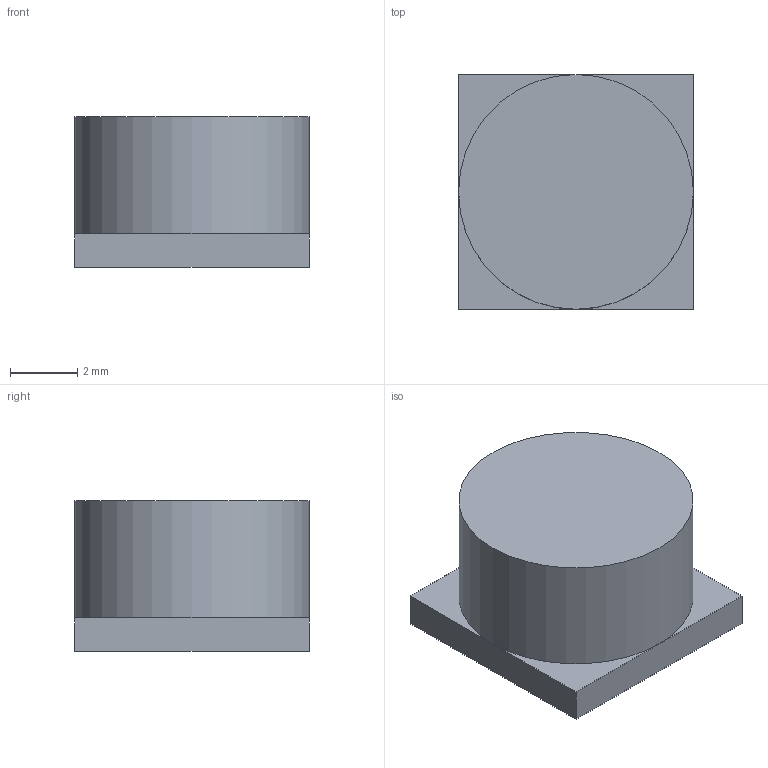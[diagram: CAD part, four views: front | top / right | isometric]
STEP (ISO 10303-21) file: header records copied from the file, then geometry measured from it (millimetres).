
FILE_DESCRIPTION(/* description */ (''),/* implementation_level */ '2;1');
FILE_NAME(/* name */ 'SRR7045 v2.step',/* time_stamp */ '2020-11-12T11:57:40+01:00',/* author */ (''),/* organization */ (''),/* preprocessor_version */ 'ST-DEVELOPER v18.1',/* originating_system */ 'Autodesk Translation Framework v9.3.0.1241',/* authorisation */ '');
FILE_SCHEMA (('AUTOMOTIVE_DESIGN { 1 0 10303 214 3 1 1 }'));
Length unit declared in the file: millimetre
Products named in the file (1): SRR7045
Bounding box: 7 x 7 x 4.5 mm (x, y, z)
Volume: 183.7 mm3; surface area: 203 mm2
Topology: 1 solids, 1 shells, 11 faces, 22 edges, 13 vertices
Faces by surface type: plane 10, cylinder 1
Full cylindrical faces by diameter (mm): 7 x1
Entity records: 314 total; most frequent: DIRECTION 51, CARTESIAN_POINT 47, ORIENTED_EDGE 44, EDGE_CURVE 22, LINE 17, VECTOR 17, AXIS2_PLACEMENT_3D 17, VERTEX_POINT 13
